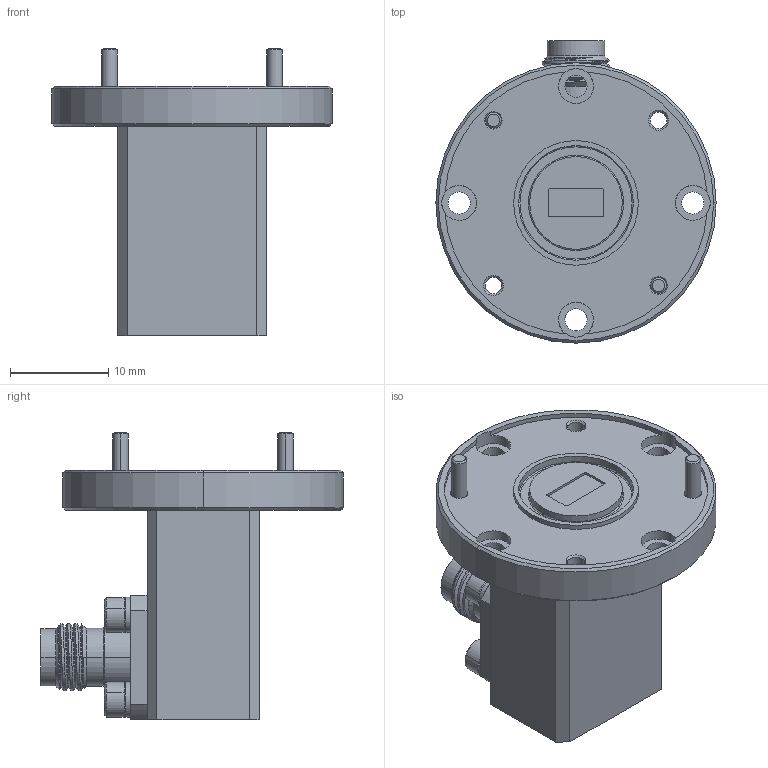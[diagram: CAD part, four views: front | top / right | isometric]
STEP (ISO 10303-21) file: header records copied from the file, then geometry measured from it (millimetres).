
FILE_DESCRIPTION (( 'STEP AP203' ), '1' );
FILE_NAME ('WC-QR-A-WR, Female.STEP', '2024-07-02T00:18:52', ( '' ), ( '' ), 'SwSTEP 2.0', 'SolidWorks 2021', '' );
FILE_SCHEMA (( 'CONFIG_CONTROL_DESIGN' ));
Length unit declared in the file: inch
Products named in the file (1): WC-QR-A-WR, Female
Bounding box: 28.57 x 30.84 x 29.27 mm (x, y, z)
Volume: 6551.4 mm3; surface area: 3954.7 mm2
Topology: 12 solids, 12 shells, 266 faces, 579 edges, 354 vertices
Faces by surface type: cylinder 94, plane 93, cone 71, torus 6, bspline 2
Entity records: 8081 total; most frequent: CARTESIAN_POINT 2137, DIRECTION 1293, ORIENTED_EDGE 1158, EDGE_CURVE 579, AXIS2_PLACEMENT_3D 515, VERTEX_POINT 354, EDGE_LOOP 299, ADVANCED_FACE 266
